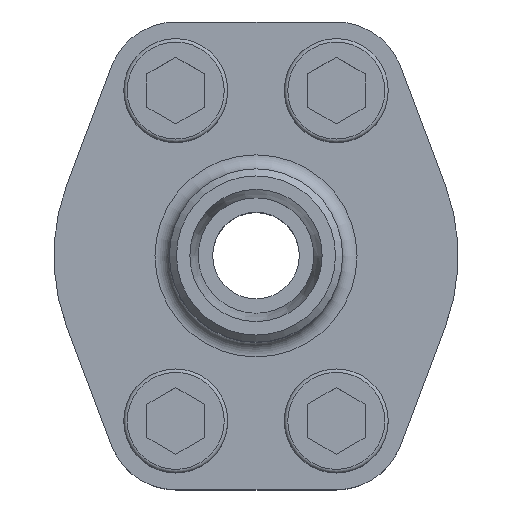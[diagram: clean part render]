
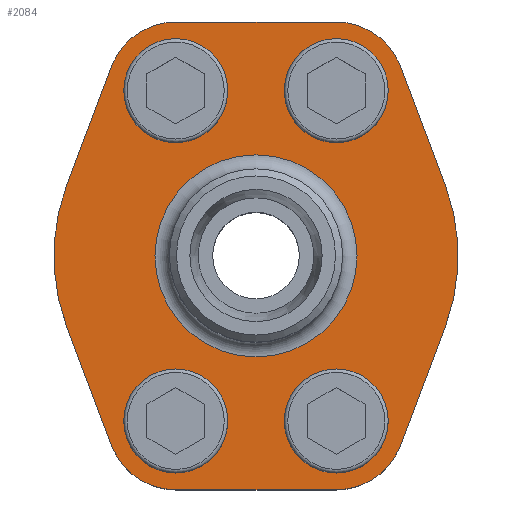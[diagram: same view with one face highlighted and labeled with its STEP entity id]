
A CAD part, top view. The second image highlights one B-rep face of the part: STEP entity #2084.
In plain terms, the highlighted planar face has unit normal (0, 0, 1).
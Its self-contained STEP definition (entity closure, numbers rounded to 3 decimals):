
#45=LINE('',#2839,#141);
#49=LINE('',#2849,#145);
#52=LINE('',#2857,#148);
#55=LINE('',#2865,#151);
#58=LINE('',#2873,#154);
#61=LINE('',#2881,#157);
#141=VECTOR('',#2394,1000.);
#145=VECTOR('',#2404,1000.);
#148=VECTOR('',#2413,1000.);
#151=VECTOR('',#2422,1000.);
#154=VECTOR('',#2431,1000.);
#157=VECTOR('',#2440,1000.);
#238=PLANE('',#2217);
#366=ORIENTED_EDGE('',*,*,#672,.F.);
#367=ORIENTED_EDGE('',*,*,#673,.F.);
#368=ORIENTED_EDGE('',*,*,#674,.F.);
#369=ORIENTED_EDGE('',*,*,#675,.F.);
#370=ORIENTED_EDGE('',*,*,#676,.T.);
#371=ORIENTED_EDGE('',*,*,#645,.T.);
#372=ORIENTED_EDGE('',*,*,#648,.T.);
#373=ORIENTED_EDGE('',*,*,#650,.T.);
#374=ORIENTED_EDGE('',*,*,#652,.T.);
#375=ORIENTED_EDGE('',*,*,#654,.T.);
#376=ORIENTED_EDGE('',*,*,#656,.T.);
#377=ORIENTED_EDGE('',*,*,#658,.T.);
#378=ORIENTED_EDGE('',*,*,#660,.T.);
#379=ORIENTED_EDGE('',*,*,#662,.T.);
#380=ORIENTED_EDGE('',*,*,#664,.T.);
#381=ORIENTED_EDGE('',*,*,#666,.T.);
#382=ORIENTED_EDGE('',*,*,#671,.T.);
#645=EDGE_CURVE('',#813,#812,#45,.T.);
#648=EDGE_CURVE('',#812,#814,#938,.T.);
#650=EDGE_CURVE('',#814,#815,#49,.T.);
#652=EDGE_CURVE('',#815,#816,#939,.T.);
#654=EDGE_CURVE('',#816,#817,#52,.T.);
#656=EDGE_CURVE('',#817,#818,#940,.T.);
#658=EDGE_CURVE('',#818,#819,#55,.T.);
#660=EDGE_CURVE('',#819,#820,#941,.T.);
#662=EDGE_CURVE('',#820,#821,#58,.T.);
#664=EDGE_CURVE('',#821,#822,#942,.T.);
#666=EDGE_CURVE('',#822,#823,#61,.T.);
#671=EDGE_CURVE('',#823,#813,#947,.T.);
#672=EDGE_CURVE('',#828,#828,#948,.T.);
#673=EDGE_CURVE('',#829,#829,#949,.T.);
#674=EDGE_CURVE('',#830,#830,#950,.T.);
#675=EDGE_CURVE('',#831,#831,#951,.T.);
#676=EDGE_CURVE('',#832,#832,#952,.T.);
#812=VERTEX_POINT('',#2838);
#813=VERTEX_POINT('',#2840);
#814=VERTEX_POINT('',#2844);
#815=VERTEX_POINT('',#2848);
#816=VERTEX_POINT('',#2852);
#817=VERTEX_POINT('',#2856);
#818=VERTEX_POINT('',#2860);
#819=VERTEX_POINT('',#2864);
#820=VERTEX_POINT('',#2868);
#821=VERTEX_POINT('',#2872);
#822=VERTEX_POINT('',#2876);
#823=VERTEX_POINT('',#2880);
#828=VERTEX_POINT('',#2898);
#829=VERTEX_POINT('',#2900);
#830=VERTEX_POINT('',#2902);
#831=VERTEX_POINT('',#2904);
#832=VERTEX_POINT('',#2906);
#938=CIRCLE('',#2193,35.);
#939=CIRCLE('',#2196,11.9);
#940=CIRCLE('',#2199,11.9);
#941=CIRCLE('',#2202,35.);
#942=CIRCLE('',#2205,11.9);
#947=CIRCLE('',#2216,11.9);
#948=CIRCLE('',#2218,9.);
#949=CIRCLE('',#2219,9.);
#950=CIRCLE('',#2220,9.);
#951=CIRCLE('',#2221,9.);
#952=CIRCLE('',#2222,17.5);
#1027=EDGE_LOOP('',(#366));
#1028=EDGE_LOOP('',(#367));
#1029=EDGE_LOOP('',(#368));
#1030=EDGE_LOOP('',(#369));
#1031=EDGE_LOOP('',(#370));
#1032=EDGE_LOOP('',(#371,#372,#373,#374,#375,#376,#377,#378,#379,#380,#381,
#382));
#1193=FACE_BOUND('',#1027,.T.);
#1194=FACE_BOUND('',#1028,.T.);
#1195=FACE_BOUND('',#1029,.T.);
#1196=FACE_BOUND('',#1030,.T.);
#1197=FACE_BOUND('',#1031,.T.);
#1198=FACE_BOUND('',#1032,.T.);
#2084=ADVANCED_FACE('',(#1193,#1194,#1195,#1196,#1197,#1198),#238,.T.);
#2193=AXIS2_PLACEMENT_3D('',#2845,#2399,#2400);
#2196=AXIS2_PLACEMENT_3D('',#2853,#2408,#2409);
#2199=AXIS2_PLACEMENT_3D('',#2861,#2417,#2418);
#2202=AXIS2_PLACEMENT_3D('',#2869,#2426,#2427);
#2205=AXIS2_PLACEMENT_3D('',#2877,#2435,#2436);
#2216=AXIS2_PLACEMENT_3D('',#2895,#2459,#2460);
#2217=AXIS2_PLACEMENT_3D('',#2896,#2461,#2462);
#2218=AXIS2_PLACEMENT_3D('',#2897,#2463,#2464);
#2219=AXIS2_PLACEMENT_3D('',#2899,#2465,#2466);
#2220=AXIS2_PLACEMENT_3D('',#2901,#2467,#2468);
#2221=AXIS2_PLACEMENT_3D('',#2903,#2469,#2470);
#2222=AXIS2_PLACEMENT_3D('',#2905,#2471,#2472);
#2394=DIRECTION('',(-0.353,-0.936,0.));
#2399=DIRECTION('',(0.,0.,1.));
#2400=DIRECTION('',(1.,0.,0.));
#2404=DIRECTION('',(0.353,-0.936,0.));
#2408=DIRECTION('',(0.,0.,1.));
#2409=DIRECTION('',(1.,0.,0.));
#2413=DIRECTION('',(1.,0.,0.));
#2417=DIRECTION('',(0.,0.,1.));
#2418=DIRECTION('',(1.,0.,0.));
#2422=DIRECTION('',(0.353,0.936,0.));
#2426=DIRECTION('',(0.,0.,1.));
#2427=DIRECTION('',(1.,0.,0.));
#2431=DIRECTION('',(-0.353,0.936,0.));
#2435=DIRECTION('',(0.,0.,1.));
#2436=DIRECTION('',(1.,0.,0.));
#2440=DIRECTION('',(-1.,0.,0.));
#2459=DIRECTION('',(0.,0.,1.));
#2460=DIRECTION('',(1.,0.,0.));
#2461=DIRECTION('',(0.,0.,1.));
#2462=DIRECTION('',(1.,0.,0.));
#2463=DIRECTION('',(0.,0.,1.));
#2464=DIRECTION('',(1.,0.,0.));
#2465=DIRECTION('',(0.,0.,1.));
#2466=DIRECTION('',(1.,0.,0.));
#2467=DIRECTION('',(0.,0.,1.));
#2468=DIRECTION('',(1.,0.,0.));
#2469=DIRECTION('',(0.,0.,1.));
#2470=DIRECTION('',(1.,0.,0.));
#2471=DIRECTION('',(0.,0.,-1.));
#2472=DIRECTION('',(-1.,0.,0.));
#2838=CARTESIAN_POINT('',(-32.747,12.354,21.));
#2839=CARTESIAN_POINT('',(-25.034,32.8,21.));
#2840=CARTESIAN_POINT('',(-25.034,32.8,21.));
#2844=CARTESIAN_POINT('',(-32.747,-12.354,21.));
#2845=CARTESIAN_POINT('',(0.,0.,21.));
#2848=CARTESIAN_POINT('',(-25.034,-32.8,21.));
#2849=CARTESIAN_POINT('',(-32.747,-12.354,21.));
#2852=CARTESIAN_POINT('',(-13.9,-40.5,21.));
#2853=CARTESIAN_POINT('',(-13.9,-28.6,21.));
#2856=CARTESIAN_POINT('',(13.9,-40.5,21.));
#2857=CARTESIAN_POINT('',(-13.9,-40.5,21.));
#2860=CARTESIAN_POINT('',(25.034,-32.8,21.));
#2861=CARTESIAN_POINT('',(13.9,-28.6,21.));
#2864=CARTESIAN_POINT('',(32.747,-12.354,21.));
#2865=CARTESIAN_POINT('',(25.034,-32.8,21.));
#2868=CARTESIAN_POINT('',(32.747,12.354,21.));
#2869=CARTESIAN_POINT('',(0.,0.,21.));
#2872=CARTESIAN_POINT('',(25.034,32.8,21.));
#2873=CARTESIAN_POINT('',(32.747,12.354,21.));
#2876=CARTESIAN_POINT('',(13.9,40.5,21.));
#2877=CARTESIAN_POINT('',(13.9,28.6,21.));
#2880=CARTESIAN_POINT('',(-13.9,40.5,21.));
#2881=CARTESIAN_POINT('',(13.9,40.5,21.));
#2895=CARTESIAN_POINT('',(-13.9,28.6,21.));
#2896=CARTESIAN_POINT('',(0.,0.,21.));
#2897=CARTESIAN_POINT('',(13.9,-28.6,21.));
#2898=CARTESIAN_POINT('',(22.9,-28.6,21.));
#2899=CARTESIAN_POINT('',(-13.9,-28.6,21.));
#2900=CARTESIAN_POINT('',(-4.9,-28.6,21.));
#2901=CARTESIAN_POINT('',(-13.9,28.6,21.));
#2902=CARTESIAN_POINT('',(-4.9,28.6,21.));
#2903=CARTESIAN_POINT('',(13.9,28.6,21.));
#2904=CARTESIAN_POINT('',(22.9,28.6,21.));
#2905=CARTESIAN_POINT('',(0.,0.,21.));
#2906=CARTESIAN_POINT('',(-17.5,0.,21.));
